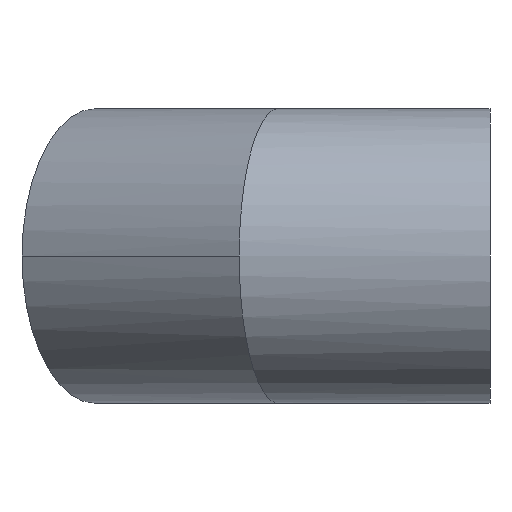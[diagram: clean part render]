
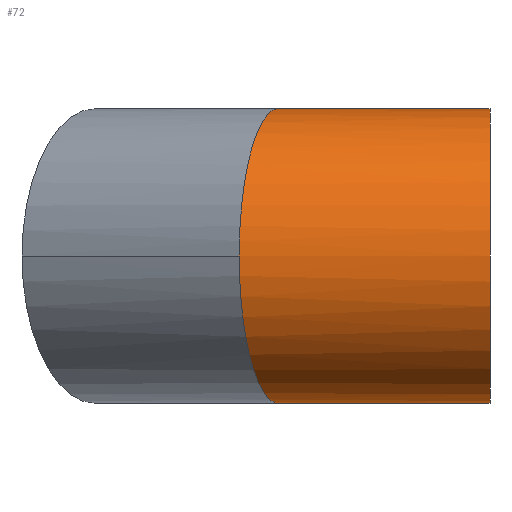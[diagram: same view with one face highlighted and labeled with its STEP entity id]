
A CAD part, left-side view. The second image highlights one B-rep face of the part: STEP entity #72.
In plain terms, the highlighted cylindrical face has radius 177.5 mm (diameter 355 mm), a partial arc.
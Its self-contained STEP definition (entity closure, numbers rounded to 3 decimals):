
#6 = DIRECTION ( 'NONE',  ( 0., 1., 0. ) ) ;
#9 = CARTESIAN_POINT ( 'NONE',  ( -103.977, 282.412, -177.5 ) ) ;
#13 = DIRECTION ( 'NONE',  ( 0., 0., 1. ) ) ;
#14 = CARTESIAN_POINT ( 'NONE',  ( 0., 0., -177.5 ) ) ;
#23 = VERTEX_POINT ( 'NONE', #241 ) ;
#25 = EDGE_CURVE ( 'NONE', #23, #35, #167, .T. ) ;
#31 = CARTESIAN_POINT ( 'NONE',  ( 0., 254.552, -177.5 ) ) ;
#33 = CARTESIAN_POINT ( 'NONE',  ( 0., 0., 177.5 ) ) ;
#35 = VERTEX_POINT ( 'NONE', #211 ) ;
#63 = CARTESIAN_POINT ( 'NONE',  ( -177.5, 302.113, -103.977 ) ) ;
#65 = CARTESIAN_POINT ( 'NONE',  ( 0., 0., -177.5 ) ) ;
#71 = LINE ( 'NONE', #65, #310 ) ;
#72 = ADVANCED_FACE ( 'NONE', ( #337 ), #152, .T. ) ;
#79 = VERTEX_POINT ( 'NONE', #364 ) ;
#99 = EDGE_CURVE ( 'NONE', #236, #23, #160, .T. ) ;
#100 = LINE ( 'NONE', #33, #362 ) ;
#126 = EDGE_CURVE ( 'NONE', #79, #236, #100, .T. ) ;
#129 = CARTESIAN_POINT ( 'NONE',  ( 0., 254.552, 177.5 ) ) ;
#130 = CARTESIAN_POINT ( 'NONE',  ( 0., 0., 0. ) ) ;
#132 = CARTESIAN_POINT ( 'NONE',  ( -177.5, 302.113, 0. ) ) ;
#150 = CARTESIAN_POINT ( 'NONE',  ( -177.5, 302.113, 103.977 ) ) ;
#152 = CYLINDRICAL_SURFACE ( 'NONE', #380, 177.5 ) ;
#160 =( BOUNDED_CURVE ( )  B_SPLINE_CURVE ( 3, ( #129, #332, #150, #270 ),
 .UNSPECIFIED., .F., .F. ) 
 B_SPLINE_CURVE_WITH_KNOTS ( ( 4, 4 ),
 ( 4.712, 6.283 ),
 .UNSPECIFIED. ) 
 CURVE ( )  GEOMETRIC_REPRESENTATION_ITEM ( )  RATIONAL_B_SPLINE_CURVE ( ( 1., 0.805, 0.805, 1. ) ) 
 REPRESENTATION_ITEM ( '' )  );
#167 =( BOUNDED_CURVE ( )  B_SPLINE_CURVE ( 3, ( #132, #63, #9, #31 ),
 .UNSPECIFIED., .F., .T. ) 
 B_SPLINE_CURVE_WITH_KNOTS ( ( 4, 4 ),
 ( 0., 1.571 ),
 .UNSPECIFIED. ) 
 CURVE ( )  GEOMETRIC_REPRESENTATION_ITEM ( )  RATIONAL_B_SPLINE_CURVE ( ( 1., 0.805, 0.805, 1. ) ) 
 REPRESENTATION_ITEM ( '' )  );
#171 = EDGE_LOOP ( 'NONE', ( #215, #179, #278, #203, #300 ) ) ;
#179 = ORIENTED_EDGE ( 'NONE', *, *, #273, .T. ) ;
#182 = DIRECTION ( 'NONE',  ( 0., 1., 0. ) ) ;
#203 = ORIENTED_EDGE ( 'NONE', *, *, #99, .T. ) ;
#211 = CARTESIAN_POINT ( 'NONE',  ( 0., 254.552, -177.5 ) ) ;
#215 = ORIENTED_EDGE ( 'NONE', *, *, #277, .F. ) ;
#219 = CARTESIAN_POINT ( 'NONE',  ( 0., 0., 0. ) ) ;
#231 = VERTEX_POINT ( 'NONE', #14 ) ;
#236 = VERTEX_POINT ( 'NONE', #313 ) ;
#241 = CARTESIAN_POINT ( 'NONE',  ( -177.5, 302.113, 0. ) ) ;
#270 = CARTESIAN_POINT ( 'NONE',  ( -177.5, 302.113, 0. ) ) ;
#271 = CIRCLE ( 'NONE', #356, 177.5 ) ;
#273 = EDGE_CURVE ( 'NONE', #231, #79, #271, .T. ) ;
#277 = EDGE_CURVE ( 'NONE', #231, #35, #71, .T. ) ;
#278 = ORIENTED_EDGE ( 'NONE', *, *, #126, .T. ) ;
#282 = DIRECTION ( 'NONE',  ( 0., 1., 0. ) ) ;
#300 = ORIENTED_EDGE ( 'NONE', *, *, #25, .T. ) ;
#309 = DIRECTION ( 'NONE',  ( 0., 1., 0. ) ) ;
#310 = VECTOR ( 'NONE', #309, 1000. ) ;
#313 = CARTESIAN_POINT ( 'NONE',  ( 0., 254.552, 177.5 ) ) ;
#332 = CARTESIAN_POINT ( 'NONE',  ( -103.977, 282.412, 177.5 ) ) ;
#337 = FACE_OUTER_BOUND ( 'NONE', #171, .T. ) ;
#356 = AXIS2_PLACEMENT_3D ( 'NONE', #219, #282, #13 ) ;
#362 = VECTOR ( 'NONE', #6, 1000. ) ;
#363 = DIRECTION ( 'NONE',  ( 0., 0., 1. ) ) ;
#364 = CARTESIAN_POINT ( 'NONE',  ( 0., 0., 177.5 ) ) ;
#380 = AXIS2_PLACEMENT_3D ( 'NONE', #130, #182, #363 ) ;
